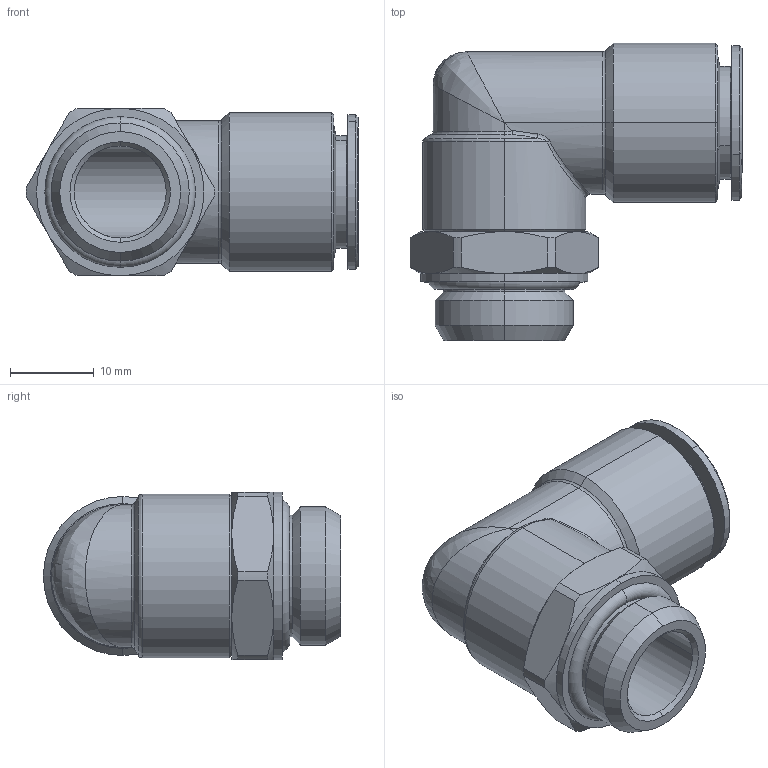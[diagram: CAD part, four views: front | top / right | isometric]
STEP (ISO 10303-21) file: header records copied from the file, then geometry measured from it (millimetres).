
FILE_DESCRIPTION (( 'STEP AP203' ), '1' );
FILE_NAME ('A0060063.STEP', '2009-01-16T15:04:39', ( 'UT1' ), ( 'sopra-pneumatic' ), 'SwSTEP 2.0', 'SolidWorks 2008', '' );
FILE_SCHEMA (( 'CONFIG_CONTROL_DESIGN' ));
Length unit declared in the file: millimetre
Products named in the file (1): A0060063
Bounding box: 39.65 x 35.5 x 20 mm (x, y, z)
Volume: 8475.6 mm3; surface area: 5798.6 mm2
Topology: 1 solids, 1 shells, 99 faces, 219 edges, 124 vertices
Faces by surface type: cone 37, cylinder 33, plane 13, torus 10, bspline 6
Entity records: 3293 total; most frequent: CARTESIAN_POINT 1093, DIRECTION 468, ORIENTED_EDGE 434, EDGE_CURVE 217, AXIS2_PLACEMENT_3D 203, VERTEX_POINT 124, CIRCLE 109, EDGE_LOOP 105
